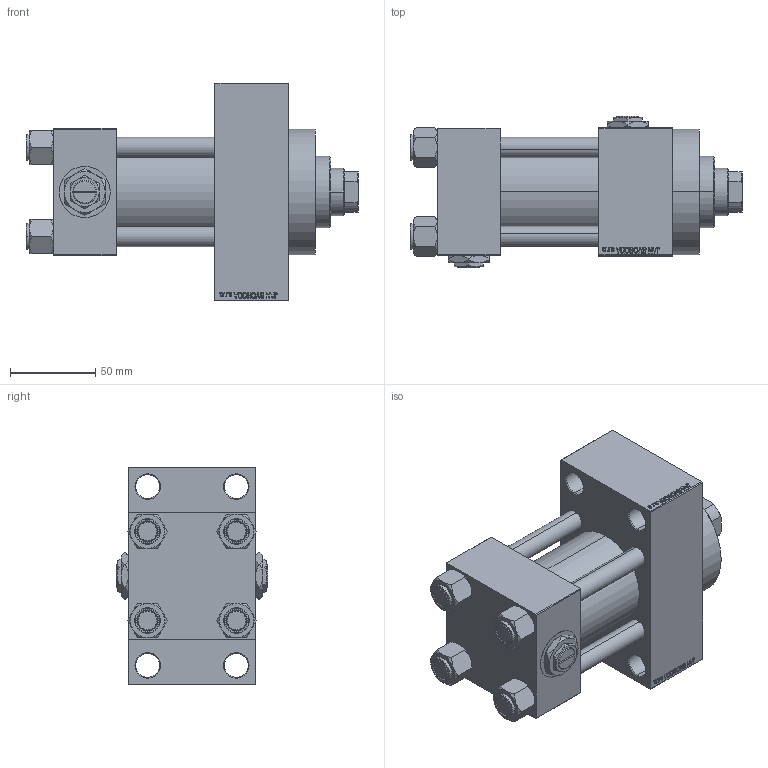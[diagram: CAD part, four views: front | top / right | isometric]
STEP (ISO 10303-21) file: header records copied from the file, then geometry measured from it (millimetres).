
FILE_DESCRIPTION (( 'STEP AP203' ), '1' );
FILE_NAME ('c0eb.STEP', '2023-08-23T14:09:24', ( '' ), ( '' ), 'SwSTEP 2.0', 'SolidWorks 2019', '' );
FILE_SCHEMA (( 'CONFIG_CONTROL_DESIGN' ));
Length unit declared in the file: millimetre
Products named in the file (7): V215CR_VCP_D c40811a86a10ea1f92024c0ddf4686da; V215CR_D_TYCINKA c40811a86a10ea1f92024c0ddf4686da; Zatka_pro_OIL_PORT c40811a86a10ea1f92024c0ddf4686da; NUT_M5_D c40811a86a10ea1f92024c0ddf4686da; c0eb; V215_VC_A c40811a86a10ea1f92024c0ddf4686da; V215CR_D_Body c40811a86a10ea1f92024c0ddf4686da
Assembly tree (13 placements, depth 2):
  c0eb
    V215CR_D_Body c40811a86a10ea1f92024c0ddf4686da
    V215CR_VCP_D c40811a86a10ea1f92024c0ddf4686da
    NUT_M5_D c40811a86a10ea1f92024c0ddf4686da  x4
    V215CR_D_TYCINKA c40811a86a10ea1f92024c0ddf4686da  x4
    V215_VC_A c40811a86a10ea1f92024c0ddf4686da
    Zatka_pro_OIL_PORT c40811a86a10ea1f92024c0ddf4686da  x2
Bounding box: 195 x 89 x 128 mm (x, y, z)
Volume: 816319.4 mm3; surface area: 172819.6 mm2
Topology: 13 solids, 13 shells, 1198 faces, 2970 edges, 1914 vertices
Faces by surface type: plane 543, bspline 368, cone 184, cylinder 95, torus 8
Entity records: 49023 total; most frequent: CARTESIAN_POINT 25603, ORIENTED_EDGE 5240, DIRECTION 3416, EDGE_CURVE 2620, VERTEX_POINT 1712, VECTOR 1546, LINE 1546, EDGE_LOOP 1172
